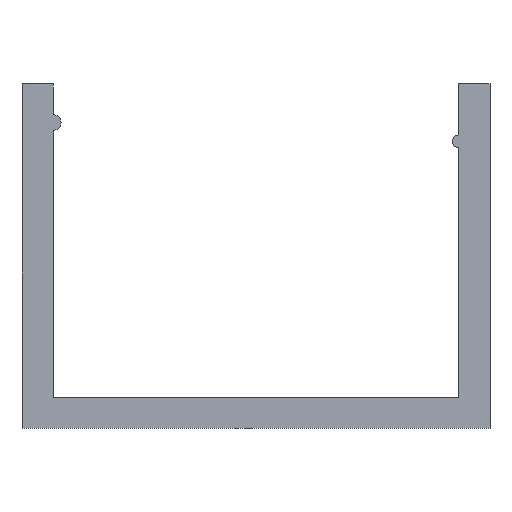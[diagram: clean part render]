
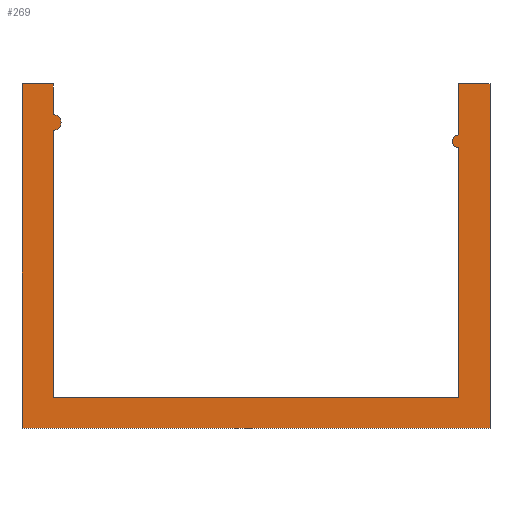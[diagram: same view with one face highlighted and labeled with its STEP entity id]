
A CAD part, top view. The second image highlights one B-rep face of the part: STEP entity #269.
In plain terms, the highlighted planar face has unit normal (0, 0, 1).
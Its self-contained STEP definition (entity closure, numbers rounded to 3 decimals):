
#16=CIRCLE('',#289,1.);
#18=CIRCLE('',#299,1.25);
#33=FACE_OUTER_BOUND('',#47,.T.);
#47=EDGE_LOOP('',(#221,#222,#223,#224,#225,#226,#227,#228,#229,#230,#231,
#232));
#51=LINE('',#381,#83);
#54=LINE('',#387,#86);
#58=LINE('',#399,#90);
#61=LINE('',#405,#93);
#64=LINE('',#411,#96);
#67=LINE('',#417,#99);
#70=LINE('',#423,#102);
#73=LINE('',#429,#105);
#76=LINE('',#435,#108);
#80=LINE('',#445,#112);
#83=VECTOR('',#309,10.);
#86=VECTOR('',#314,10.);
#90=VECTOR('',#326,10.);
#93=VECTOR('',#331,10.);
#96=VECTOR('',#336,10.);
#99=VECTOR('',#341,10.);
#102=VECTOR('',#346,10.);
#105=VECTOR('',#351,10.);
#108=VECTOR('',#356,10.);
#112=VECTOR('',#368,10.);
#115=VERTEX_POINT('',#378);
#116=VERTEX_POINT('',#380);
#118=VERTEX_POINT('',#386);
#120=VERTEX_POINT('',#392);
#122=VERTEX_POINT('',#398);
#124=VERTEX_POINT('',#404);
#126=VERTEX_POINT('',#410);
#128=VERTEX_POINT('',#416);
#130=VERTEX_POINT('',#422);
#132=VERTEX_POINT('',#428);
#134=VERTEX_POINT('',#434);
#136=VERTEX_POINT('',#440);
#139=EDGE_CURVE('',#116,#115,#51,.T.);
#142=EDGE_CURVE('',#118,#116,#54,.T.);
#145=EDGE_CURVE('',#120,#118,#16,.T.);
#148=EDGE_CURVE('',#122,#120,#58,.T.);
#151=EDGE_CURVE('',#124,#122,#61,.T.);
#154=EDGE_CURVE('',#126,#124,#64,.T.);
#157=EDGE_CURVE('',#128,#126,#67,.T.);
#160=EDGE_CURVE('',#130,#128,#70,.T.);
#163=EDGE_CURVE('',#132,#130,#73,.T.);
#166=EDGE_CURVE('',#134,#132,#76,.T.);
#169=EDGE_CURVE('',#136,#134,#18,.T.);
#172=EDGE_CURVE('',#115,#136,#80,.T.);
#221=ORIENTED_EDGE('',*,*,#172,.T.);
#222=ORIENTED_EDGE('',*,*,#169,.T.);
#223=ORIENTED_EDGE('',*,*,#166,.T.);
#224=ORIENTED_EDGE('',*,*,#163,.T.);
#225=ORIENTED_EDGE('',*,*,#160,.T.);
#226=ORIENTED_EDGE('',*,*,#157,.T.);
#227=ORIENTED_EDGE('',*,*,#154,.T.);
#228=ORIENTED_EDGE('',*,*,#151,.T.);
#229=ORIENTED_EDGE('',*,*,#148,.T.);
#230=ORIENTED_EDGE('',*,*,#145,.T.);
#231=ORIENTED_EDGE('',*,*,#142,.T.);
#232=ORIENTED_EDGE('',*,*,#139,.T.);
#255=PLANE('',#301);
#269=ADVANCED_FACE('',(#33),#255,.T.);
#289=AXIS2_PLACEMENT_3D('',#393,#320,#321);
#299=AXIS2_PLACEMENT_3D('',#441,#362,#363);
#301=AXIS2_PLACEMENT_3D('',#446,#369,#370);
#309=DIRECTION('',(-1.,0.,0.));
#314=DIRECTION('',(0.,-1.,0.));
#320=DIRECTION('center_axis',(0.,0.,1.));
#321=DIRECTION('ref_axis',(1.,0.,0.));
#326=DIRECTION('',(0.,-1.,0.));
#331=DIRECTION('',(-1.,0.,0.));
#336=DIRECTION('',(0.,1.,0.));
#341=DIRECTION('',(1.,0.,0.));
#346=DIRECTION('',(0.,-1.,0.));
#351=DIRECTION('',(-1.,0.,0.));
#356=DIRECTION('',(0.,1.,0.));
#362=DIRECTION('center_axis',(0.,0.,1.));
#363=DIRECTION('ref_axis',(1.,0.,0.));
#368=DIRECTION('',(0.,1.,0.));
#369=DIRECTION('center_axis',(0.,0.,1.));
#370=DIRECTION('ref_axis',(1.,0.,0.));
#378=CARTESIAN_POINT('',(0.,0.,1.));
#380=CARTESIAN_POINT('',(64.8,0.,1.));
#381=CARTESIAN_POINT('',(0.,0.,1.));
#386=CARTESIAN_POINT('',(64.8,40.,1.));
#387=CARTESIAN_POINT('',(64.8,50.157,1.));
#392=CARTESIAN_POINT('',(64.8,42.,1.));
#393=CARTESIAN_POINT('Origin',(64.8,41.,1.));
#398=CARTESIAN_POINT('',(64.8,50.157,1.));
#399=CARTESIAN_POINT('',(64.8,50.157,1.));
#404=CARTESIAN_POINT('',(69.8,50.157,1.));
#405=CARTESIAN_POINT('',(69.8,50.157,1.));
#410=CARTESIAN_POINT('',(69.8,-4.843,1.));
#411=CARTESIAN_POINT('',(69.8,-4.843,1.));
#416=CARTESIAN_POINT('',(-5.,-4.843,1.));
#417=CARTESIAN_POINT('',(0.,-4.843,1.));
#422=CARTESIAN_POINT('',(-5.,50.157,1.));
#423=CARTESIAN_POINT('',(-5.,-4.843,1.));
#428=CARTESIAN_POINT('',(0.,50.157,1.));
#429=CARTESIAN_POINT('',(-5.,50.157,1.));
#434=CARTESIAN_POINT('',(0.,45.25,1.));
#435=CARTESIAN_POINT('',(0.,50.157,1.));
#440=CARTESIAN_POINT('',(0.,42.75,1.));
#441=CARTESIAN_POINT('Origin',(0.,44.,1.));
#445=CARTESIAN_POINT('',(0.,50.157,1.));
#446=CARTESIAN_POINT('Origin',(32.4,22.657,1.));
